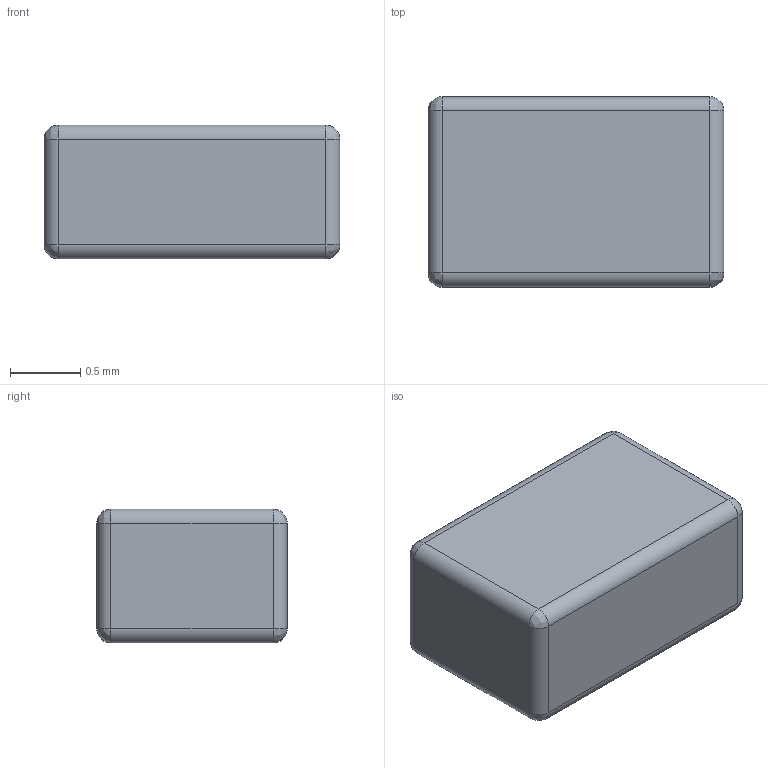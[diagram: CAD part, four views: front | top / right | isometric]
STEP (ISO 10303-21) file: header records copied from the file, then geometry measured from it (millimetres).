
FILE_DESCRIPTION (( 'STEP AP214' ), '1' );
FILE_NAME ('User Library-CAPC-0805-T0.95-BN.STEP', '2020-02-10T16:04:48', ( '' ), ( '' ), 'SwSTEP 2.0', 'SolidWorks 2019', '' );
FILE_SCHEMA (( 'AUTOMOTIVE_DESIGN' ));
Length unit declared in the file: millimetre
Products named in the file (1): User Library-CAPC-0805-T0.95-BN
Bounding box: 2.1 x 1.35 x 0.95 mm (x, y, z)
Volume: 2.7 mm3; surface area: 11.5 mm2
Topology: 1 solids, 1 shells, 26 faces, 56 edges, 24 vertices
Faces by surface type: cylinder 12, bspline 8, plane 6
Entity records: 746 total; most frequent: CARTESIAN_POINT 219, DIRECTION 110, ORIENTED_EDGE 96, EDGE_CURVE 48, AXIS2_PLACEMENT_3D 43, ADVANCED_FACE 26, EDGE_LOOP 26, FACE_OUTER_BOUND 26
